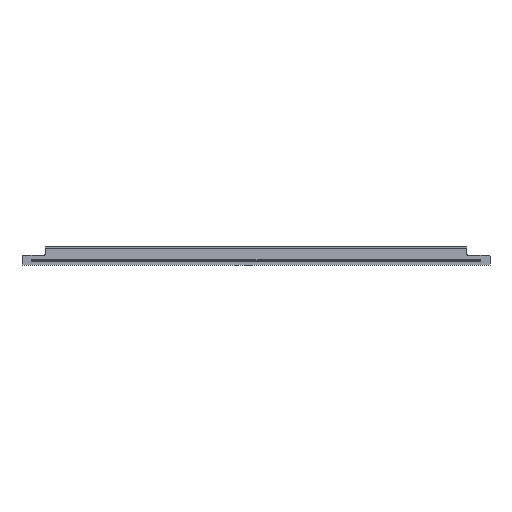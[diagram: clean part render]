
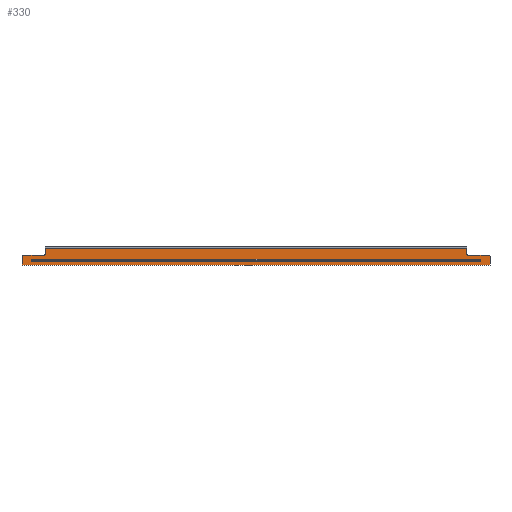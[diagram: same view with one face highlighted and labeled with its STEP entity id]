
A CAD part, front view. The second image highlights one B-rep face of the part: STEP entity #330.
In plain terms, the highlighted planar face has unit normal (0, -1, 0).
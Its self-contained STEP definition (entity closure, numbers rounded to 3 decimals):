
#4 = LINE ( 'NONE', #1857, #949 ) ;
#12 = DIRECTION ( 'NONE',  ( 0., 1., 0. ) ) ;
#36 = VECTOR ( 'NONE', #501, 1000. ) ;
#45 = ORIENTED_EDGE ( 'NONE', *, *, #1277, .T. ) ;
#55 = EDGE_CURVE ( 'NONE', #1602, #1785, #566, .T. ) ;
#58 = AXIS2_PLACEMENT_3D ( 'NONE', #611, #1249, #1534 ) ;
#66 = ORIENTED_EDGE ( 'NONE', *, *, #119, .T. ) ;
#97 = EDGE_CURVE ( 'NONE', #1554, #217, #1189, .T. ) ;
#102 = CARTESIAN_POINT ( 'NONE',  ( -498., 9.3, -10.25 ) ) ;
#111 = ORIENTED_EDGE ( 'NONE', *, *, #1564, .T. ) ;
#119 = EDGE_CURVE ( 'NONE', #912, #1554, #613, .T. ) ;
#125 = CARTESIAN_POINT ( 'NONE',  ( 498., 9.3, -10.25 ) ) ;
#126 = EDGE_CURVE ( 'NONE', #1679, #470, #1721, .T. ) ;
#153 = CARTESIAN_POINT ( 'NONE',  ( 498., 9.3, 8.75 ) ) ;
#159 = VECTOR ( 'NONE', #160, 1000. ) ;
#160 = DIRECTION ( 'NONE',  ( -1., 0., 0. ) ) ;
#176 = VECTOR ( 'NONE', #483, 1000. ) ;
#192 = DIRECTION ( 'NONE',  ( 0., 0., -1. ) ) ;
#201 = LINE ( 'NONE', #1303, #524 ) ;
#203 = VERTEX_POINT ( 'NONE', #769 ) ;
#217 = VERTEX_POINT ( 'NONE', #648 ) ;
#260 = CARTESIAN_POINT ( 'NONE',  ( -498., 9.3, -0.7 ) ) ;
#279 = VERTEX_POINT ( 'NONE', #747 ) ;
#284 = CARTESIAN_POINT ( 'NONE',  ( 448., 9.3, 25.45 ) ) ;
#288 = VECTOR ( 'NONE', #1825, 1000. ) ;
#304 = EDGE_CURVE ( 'NONE', #203, #900, #4, .T. ) ;
#330 = ADVANCED_FACE ( 'NONE', ( #2029, #474 ), #621, .F. ) ;
#336 = CARTESIAN_POINT ( 'NONE',  ( -451., 9.3, 10.75 ) ) ;
#338 = CARTESIAN_POINT ( 'NONE',  ( 498., 9.3, -10.25 ) ) ;
#348 = LINE ( 'NONE', #338, #36 ) ;
#399 = ORIENTED_EDGE ( 'NONE', *, *, #1055, .T. ) ;
#406 = LINE ( 'NONE', #260, #884 ) ;
#422 = VECTOR ( 'NONE', #1394, 1000. ) ;
#427 = VECTOR ( 'NONE', #192, 1000. ) ;
#461 = CARTESIAN_POINT ( 'NONE',  ( -496., 9.3, 10.75 ) ) ;
#470 = VERTEX_POINT ( 'NONE', #1018 ) ;
#474 = FACE_OUTER_BOUND ( 'NONE', #1803, .T. ) ;
#483 = DIRECTION ( 'NONE',  ( 0., 0., -1. ) ) ;
#490 = LINE ( 'NONE', #1123, #427 ) ;
#501 = DIRECTION ( 'NONE',  ( -1., 0., 0. ) ) ;
#504 = AXIS2_PLACEMENT_3D ( 'NONE', #1590, #774, #1874 ) ;
#524 = VECTOR ( 'NONE', #537, 1000. ) ;
#531 = ORIENTED_EDGE ( 'NONE', *, *, #701, .F. ) ;
#537 = DIRECTION ( 'NONE',  ( -1., 0., 0. ) ) ;
#566 = LINE ( 'NONE', #1675, #288 ) ;
#607 = ORIENTED_EDGE ( 'NONE', *, *, #304, .F. ) ;
#611 = CARTESIAN_POINT ( 'NONE',  ( 498., 9.3, 25.45 ) ) ;
#613 = LINE ( 'NONE', #284, #422 ) ;
#621 = PLANE ( 'NONE',  #58 ) ;
#626 = VERTEX_POINT ( 'NONE', #102 ) ;
#637 = CARTESIAN_POINT ( 'NONE',  ( 496., 9.3, 8.75 ) ) ;
#648 = CARTESIAN_POINT ( 'NONE',  ( -448., 9.3, 25.45 ) ) ;
#662 = CARTESIAN_POINT ( 'NONE',  ( 451., 9.3, 13.75 ) ) ;
#668 = CARTESIAN_POINT ( 'NONE',  ( 478., 9.3, 0.7 ) ) ;
#685 = EDGE_CURVE ( 'NONE', #930, #818, #696, .T. ) ;
#696 = LINE ( 'NONE', #1324, #159 ) ;
#701 = EDGE_CURVE ( 'NONE', #900, #1785, #1387, .T. ) ;
#747 = CARTESIAN_POINT ( 'NONE',  ( -498., 9.3, 8.75 ) ) ;
#755 = AXIS2_PLACEMENT_3D ( 'NONE', #1535, #2011, #1239 ) ;
#759 = CARTESIAN_POINT ( 'NONE',  ( 498., 9.3, 10.75 ) ) ;
#769 = CARTESIAN_POINT ( 'NONE',  ( 478., 9.3, -0.7 ) ) ;
#771 = EDGE_LOOP ( 'NONE', ( #607, #45, #1400, #531 ) ) ;
#772 = EDGE_CURVE ( 'NONE', #1589, #1679, #1942, .T. ) ;
#774 = DIRECTION ( 'NONE',  ( 0., -1., 0. ) ) ;
#797 = ORIENTED_EDGE ( 'NONE', *, *, #2026, .T. ) ;
#818 = VERTEX_POINT ( 'NONE', #461 ) ;
#849 = EDGE_CURVE ( 'NONE', #1114, #626, #348, .T. ) ;
#858 = VECTOR ( 'NONE', #935, 1000. ) ;
#874 = CARTESIAN_POINT ( 'NONE',  ( 496., 9.3, 10.75 ) ) ;
#884 = VECTOR ( 'NONE', #1666, 1000. ) ;
#900 = VERTEX_POINT ( 'NONE', #668 ) ;
#912 = VERTEX_POINT ( 'NONE', #1902 ) ;
#915 = EDGE_CURVE ( 'NONE', #1589, #1114, #490, .T. ) ;
#930 = VERTEX_POINT ( 'NONE', #336 ) ;
#932 = CARTESIAN_POINT ( 'NONE',  ( -478., 9.3, -0.7 ) ) ;
#935 = DIRECTION ( 'NONE',  ( -1., 0., 0. ) ) ;
#949 = VECTOR ( 'NONE', #1077, 1000. ) ;
#1018 = CARTESIAN_POINT ( 'NONE',  ( 451., 9.3, 10.75 ) ) ;
#1051 = ORIENTED_EDGE ( 'NONE', *, *, #126, .T. ) ;
#1055 = EDGE_CURVE ( 'NONE', #1094, #930, #1650, .T. ) ;
#1077 = DIRECTION ( 'NONE',  ( 0., 0., 1. ) ) ;
#1094 = VERTEX_POINT ( 'NONE', #1359 ) ;
#1105 = ORIENTED_EDGE ( 'NONE', *, *, #772, .T. ) ;
#1114 = VERTEX_POINT ( 'NONE', #125 ) ;
#1121 = VECTOR ( 'NONE', #1724, 1000. ) ;
#1123 = CARTESIAN_POINT ( 'NONE',  ( 498., 9.3, -0.7 ) ) ;
#1170 = CIRCLE ( 'NONE', #504, 2. ) ;
#1181 = CARTESIAN_POINT ( 'NONE',  ( -478., 9.3, 0.7 ) ) ;
#1189 = LINE ( 'NONE', #1241, #1935 ) ;
#1239 = DIRECTION ( 'NONE',  ( 0., 0., 1. ) ) ;
#1241 = CARTESIAN_POINT ( 'NONE',  ( 498., 9.3, 25.45 ) ) ;
#1249 = DIRECTION ( 'NONE',  ( 0., 1., 0. ) ) ;
#1256 = ORIENTED_EDGE ( 'NONE', *, *, #915, .F. ) ;
#1265 = DIRECTION ( 'NONE',  ( 0., -1., 0. ) ) ;
#1277 = EDGE_CURVE ( 'NONE', #203, #1602, #201, .T. ) ;
#1303 = CARTESIAN_POINT ( 'NONE',  ( 498., 9.3, -0.7 ) ) ;
#1318 = ORIENTED_EDGE ( 'NONE', *, *, #1549, .T. ) ;
#1324 = CARTESIAN_POINT ( 'NONE',  ( 498., 9.3, 10.75 ) ) ;
#1359 = CARTESIAN_POINT ( 'NONE',  ( -448., 9.3, 13.75 ) ) ;
#1387 = LINE ( 'NONE', #1417, #1121 ) ;
#1394 = DIRECTION ( 'NONE',  ( 0., 0., 1. ) ) ;
#1400 = ORIENTED_EDGE ( 'NONE', *, *, #55, .T. ) ;
#1417 = CARTESIAN_POINT ( 'NONE',  ( 498., 9.3, 0.7 ) ) ;
#1433 = ORIENTED_EDGE ( 'NONE', *, *, #97, .T. ) ;
#1435 = ORIENTED_EDGE ( 'NONE', *, *, #685, .T. ) ;
#1444 = CARTESIAN_POINT ( 'NONE',  ( -448., 9.3, 25.45 ) ) ;
#1480 = AXIS2_PLACEMENT_3D ( 'NONE', #637, #1265, #1892 ) ;
#1534 = DIRECTION ( 'NONE',  ( 0., 0., 1. ) ) ;
#1535 = CARTESIAN_POINT ( 'NONE',  ( -451., 9.3, 13.75 ) ) ;
#1549 = EDGE_CURVE ( 'NONE', #470, #912, #1629, .T. ) ;
#1554 = VERTEX_POINT ( 'NONE', #1579 ) ;
#1560 = DIRECTION ( 'NONE',  ( -1., 0., 0. ) ) ;
#1564 = EDGE_CURVE ( 'NONE', #818, #279, #1170, .T. ) ;
#1578 = EDGE_CURVE ( 'NONE', #217, #1094, #1601, .T. ) ;
#1579 = CARTESIAN_POINT ( 'NONE',  ( 448., 9.3, 25.45 ) ) ;
#1589 = VERTEX_POINT ( 'NONE', #153 ) ;
#1590 = CARTESIAN_POINT ( 'NONE',  ( -496., 9.3, 8.75 ) ) ;
#1597 = AXIS2_PLACEMENT_3D ( 'NONE', #662, #12, #1747 ) ;
#1601 = LINE ( 'NONE', #1444, #176 ) ;
#1602 = VERTEX_POINT ( 'NONE', #932 ) ;
#1629 = CIRCLE ( 'NONE', #1597, 3. ) ;
#1650 = CIRCLE ( 'NONE', #755, 3. ) ;
#1666 = DIRECTION ( 'NONE',  ( 0., 0., -1. ) ) ;
#1675 = CARTESIAN_POINT ( 'NONE',  ( -478., 9.3, -10.25 ) ) ;
#1679 = VERTEX_POINT ( 'NONE', #874 ) ;
#1721 = LINE ( 'NONE', #759, #858 ) ;
#1724 = DIRECTION ( 'NONE',  ( -1., 0., 0. ) ) ;
#1747 = DIRECTION ( 'NONE',  ( 0., 0., 1. ) ) ;
#1756 = ORIENTED_EDGE ( 'NONE', *, *, #1578, .T. ) ;
#1785 = VERTEX_POINT ( 'NONE', #1181 ) ;
#1787 = ORIENTED_EDGE ( 'NONE', *, *, #849, .F. ) ;
#1803 = EDGE_LOOP ( 'NONE', ( #1256, #1105, #1051, #1318, #66, #1433, #1756, #399, #1435, #111, #797, #1787 ) ) ;
#1825 = DIRECTION ( 'NONE',  ( 0., 0., 1. ) ) ;
#1857 = CARTESIAN_POINT ( 'NONE',  ( 478., 9.3, -10.25 ) ) ;
#1874 = DIRECTION ( 'NONE',  ( 0., 0., 1. ) ) ;
#1892 = DIRECTION ( 'NONE',  ( 0., 0., 1. ) ) ;
#1902 = CARTESIAN_POINT ( 'NONE',  ( 448., 9.3, 13.75 ) ) ;
#1935 = VECTOR ( 'NONE', #1560, 1000. ) ;
#1942 = CIRCLE ( 'NONE', #1480, 2. ) ;
#2011 = DIRECTION ( 'NONE',  ( 0., 1., 0. ) ) ;
#2026 = EDGE_CURVE ( 'NONE', #279, #626, #406, .T. ) ;
#2029 = FACE_BOUND ( 'NONE', #771, .T. ) ;
